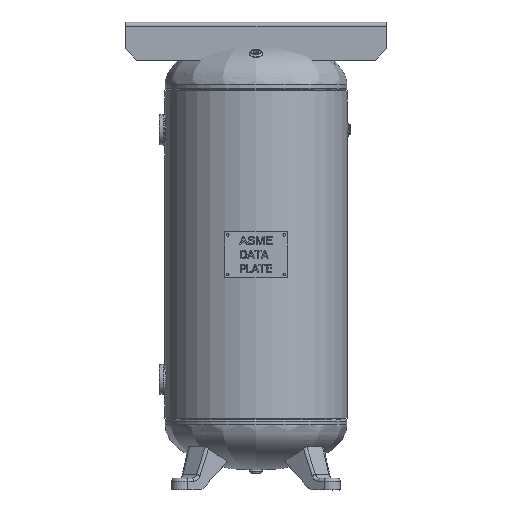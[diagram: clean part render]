
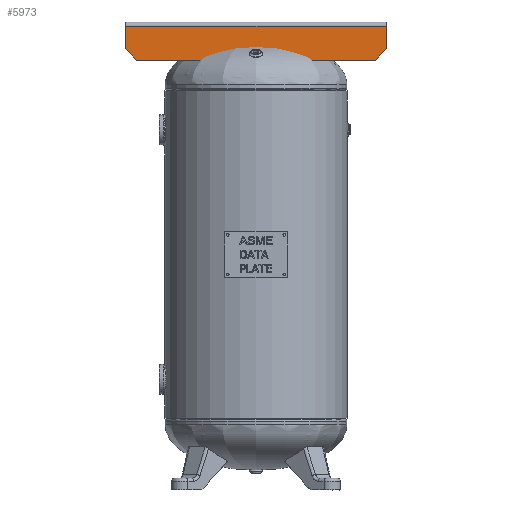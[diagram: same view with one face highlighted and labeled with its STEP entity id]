
A CAD part, front view. The second image highlights one B-rep face of the part: STEP entity #5973.
In plain terms, the highlighted face is planar.
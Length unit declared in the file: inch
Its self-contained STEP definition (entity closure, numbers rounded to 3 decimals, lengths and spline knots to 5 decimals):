
#349=CIRCLE('',#6516,12.25);
#460=LINE('',#10267,#1030);
#470=LINE('',#10294,#1040);
#476=LINE('',#10310,#1046);
#480=LINE('',#10316,#1050);
#499=LINE('',#10361,#1069);
#505=LINE('',#10379,#1075);
#506=LINE('',#10380,#1076);
#1030=VECTOR('',#7272,0.3937);
#1040=VECTOR('',#7292,0.3937);
#1046=VECTOR('',#7304,0.3937);
#1050=VECTOR('',#7310,0.3937);
#1069=VECTOR('',#7353,0.3937);
#1075=VECTOR('',#7375,0.3937);
#1076=VECTOR('',#7376,0.3937);
#1571=PLANE('',#6526);
#1961=FACE_OUTER_BOUND('',#2375,.T.);
#2375=EDGE_LOOP('',(#4573,#4574,#4575,#4576,#4577,#4578,#4579,#4580));
#2878=VERTEX_POINT('',#10265);
#2879=VERTEX_POINT('',#10266);
#2891=VERTEX_POINT('',#10292);
#2897=VERTEX_POINT('',#10308);
#2898=VERTEX_POINT('',#10309);
#2899=VERTEX_POINT('',#10314);
#2912=VERTEX_POINT('',#10355);
#2913=VERTEX_POINT('',#10360);
#3492=EDGE_CURVE('',#2878,#2879,#460,.T.);
#3506=EDGE_CURVE('',#2878,#2891,#470,.T.);
#3513=EDGE_CURVE('',#2897,#2898,#476,.T.);
#3517=EDGE_CURVE('',#2899,#2897,#480,.T.);
#3538=EDGE_CURVE('',#2899,#2912,#349,.T.);
#3539=EDGE_CURVE('',#2913,#2898,#499,.T.);
#3549=EDGE_CURVE('',#2913,#2891,#505,.T.);
#3550=EDGE_CURVE('',#2879,#2912,#506,.T.);
#4573=ORIENTED_EDGE('',*,*,#3492,.F.);
#4574=ORIENTED_EDGE('',*,*,#3506,.T.);
#4575=ORIENTED_EDGE('',*,*,#3549,.F.);
#4576=ORIENTED_EDGE('',*,*,#3539,.T.);
#4577=ORIENTED_EDGE('',*,*,#3513,.F.);
#4578=ORIENTED_EDGE('',*,*,#3517,.F.);
#4579=ORIENTED_EDGE('',*,*,#3538,.T.);
#4580=ORIENTED_EDGE('',*,*,#3550,.F.);
#5973=ADVANCED_FACE('',(#1961),#1571,.T.);
#6516=AXIS2_PLACEMENT_3D('',#10357,#7347,#7348);
#6526=AXIS2_PLACEMENT_3D('',#10378,#7373,#7374);
#7272=DIRECTION('',(-0.707,0.,0.707));
#7292=DIRECTION('',(0.,0.,-1.));
#7304=DIRECTION('',(-0.707,0.,-0.707));
#7310=DIRECTION('',(-1.,0.,0.));
#7347=DIRECTION('center_axis',(0.,-1.,0.));
#7348=DIRECTION('ref_axis',(-1.,0.,0.));
#7353=DIRECTION('',(0.,0.,1.));
#7373=DIRECTION('center_axis',(0.,1.,0.));
#7374=DIRECTION('ref_axis',(0.,0.,1.));
#7375=DIRECTION('',(1.,0.,0.));
#7376=DIRECTION('',(-1.,0.,0.));
#10265=CARTESIAN_POINT('',(11.5,4.5,2.358));
#10266=CARTESIAN_POINT('',(10.5,4.5,3.358));
#10267=CARTESIAN_POINT('',(11.8395,4.5,2.0185));
#10292=CARTESIAN_POINT('',(11.5,4.5,0.3586));
#10294=CARTESIAN_POINT('',(11.5,4.5,3.358));
#10308=CARTESIAN_POINT('',(-10.5,4.5,3.358));
#10309=CARTESIAN_POINT('',(-11.5,4.5,2.358));
#10310=CARTESIAN_POINT('',(-6.0895,4.5,7.7685));
#10314=CARTESIAN_POINT('',(-4.84768,4.5,3.358));
#10316=CARTESIAN_POINT('',(11.5,4.5,3.358));
#10355=CARTESIAN_POINT('',(4.84768,4.5,3.358));
#10357=CARTESIAN_POINT('Origin',(0.,4.5,14.608));
#10360=CARTESIAN_POINT('',(-11.5,4.5,0.3586));
#10361=CARTESIAN_POINT('',(-11.5,4.5,3.358));
#10378=CARTESIAN_POINT('Origin',(11.5,4.5,0.));
#10379=CARTESIAN_POINT('',(11.5,4.5,0.3586));
#10380=CARTESIAN_POINT('',(11.5,4.5,3.358));
